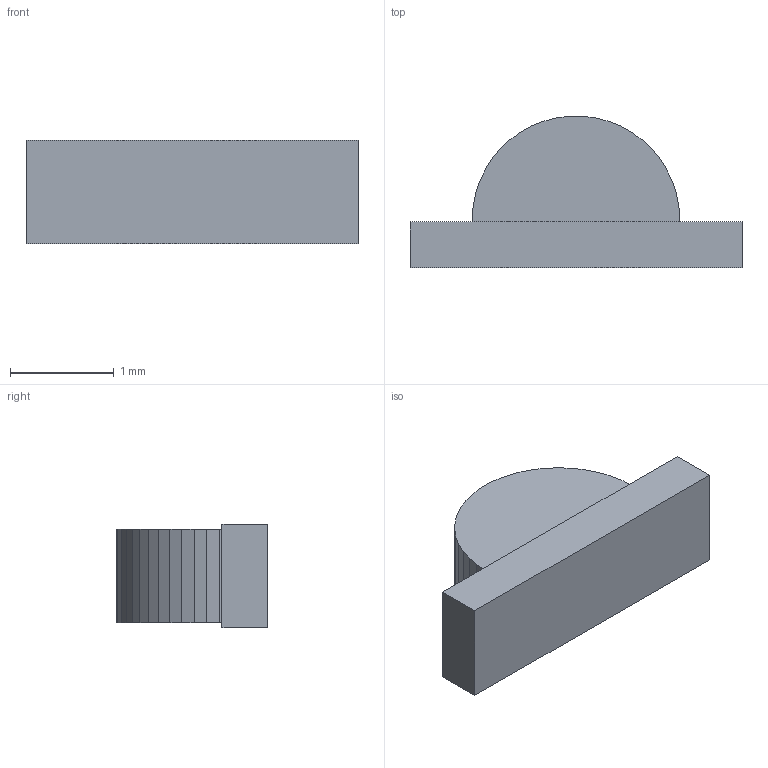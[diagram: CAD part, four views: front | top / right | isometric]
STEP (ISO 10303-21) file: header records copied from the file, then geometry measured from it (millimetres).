
FILE_DESCRIPTION(('FreeCAD Model'),'2;1');
FILE_NAME('Open CASCADE Shape Model','2022-01-02T19:14:43',('Author'),( ''),'Open CASCADE STEP processor 7.5','FreeCAD','Unknown');
FILE_SCHEMA(('AUTOMOTIVE_DESIGN { 1 0 10303 214 1 1 1 1 }'));
Length unit declared in the file: millimetre
Products named in the file (3): Unnamed; LinearExtrude; difference
Assembly tree (2 placements, depth 2):
  Unnamed
    LinearExtrude
    difference
Bounding box: 3.2 x 1.46 x 1 mm (x, y, z)
Volume: 3.2 mm3; surface area: 19.2 mm2
Topology: 2 solids, 2 shells, 38 faces, 102 edges, 68 vertices
Faces by surface type: plane 38
Entity records: 2551 total; most frequent: CARTESIAN_POINT 423, DIRECTION 380, LINE 298, VECTOR 298, ORIENTED_EDGE 204, PCURVE 204, DEFINITIONAL_REPRESENTATION 204, EDGE_CURVE 102
